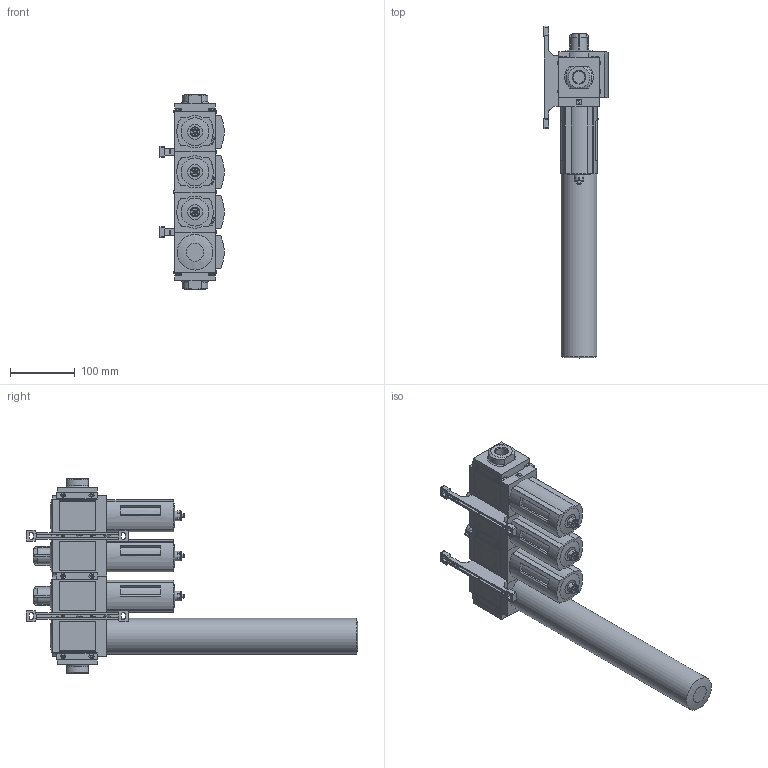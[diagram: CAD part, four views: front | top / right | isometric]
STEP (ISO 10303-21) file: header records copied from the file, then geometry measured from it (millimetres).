
FILE_DESCRIPTION( ( 'STEP AP214' ), '1' );
FILE_NAME( '531030_MSB6-AGD_H3_I10_I5_G7-WP.stp', '2023-01-02T15:34:47', ( 'License CC BY-ND 4.0' ), ( 'CADENAS' ), ' ', 'PARTsolutions', ' ' );
FILE_SCHEMA( ( 'AUTOMOTIVE_DESIGN { 1 0 10303 214 1 1 1 1 }' ) );
Length unit declared in the file: millimetre
Products named in the file (11): 531030 MSB6-AGD:H3:I10:I5:G7-WP; HI_527668 MS6-LF-AGD-C-RM1---(d); _KOND MS6-1-1; HI_374264 MS6; HI_526082 MS6-AGD---(000pr); _5206604 MS6-MV-B; _8134994 MS6-MV-B; HI_527670 MS6-LFM-AGD-BRM-DA1D; _532195 MS6-WP---(w); HI_527670 MS6-LFM-AGD-ARM-DA1D; HI_543638 MS6-LDM1-AGD-P401D
Assembly tree (23 placements, depth 2):
  531030 MSB6-AGD:H3:I10:I5:G7-WP
    HI_527668 MS6-LF-AGD-C-RM1---(d)
    _KOND MS6-1-1  x3
    HI_374264 MS6  x4
    HI_526082 MS6-AGD---(000pr)  x2
    _5206604 MS6-MV-B  x3
    _8134994 MS6-MV-B  x5
    HI_527670 MS6-LFM-AGD-BRM-DA1D
    _532195 MS6-WP---(w)  x2
    HI_527670 MS6-LFM-AGD-ARM-DA1D
    HI_543638 MS6-LDM1-AGD-P401D
Bounding box: 98.9 x 512.2 x 301 mm (x, y, z)
Volume: 3185527.5 mm3; surface area: 391864.6 mm2
Topology: 23 solids, 23 shells, 2361 faces, 6429 edges, 4235 vertices
Faces by surface type: plane 1659, cylinder 555, cone 101, torus 38, bspline 5, sphere 3
Full cylindrical faces by diameter (mm): 3.242 x10, 3.4 x10, 3.8 x3, 4 x10, 4.5 x6, 4.6 x10, 5 x3, 5.5 x8, 7.6 x10, 7.8 x10, 10 x3, 15 x3, 18.631 x10, 24 x2, 55 x1
Entity records: 54386 total; most frequent: CARTESIAN_POINT 9081, ORIENTED_EDGE 7204, DIRECTION 6923, EDGE_CURVE 3602, LINE 2695, VECTOR 2695, VERTEX_POINT 2424, AXIS2_PLACEMENT_3D 2114
